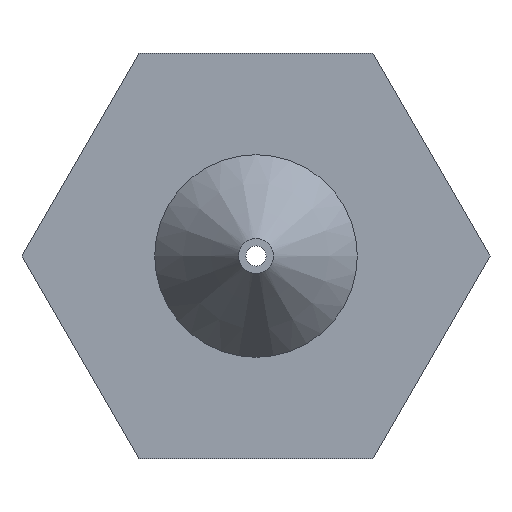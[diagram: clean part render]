
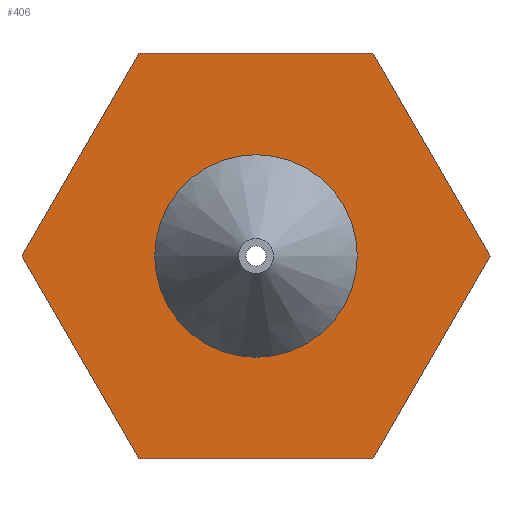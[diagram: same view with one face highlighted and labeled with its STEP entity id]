
A CAD part, front view. The second image highlights one B-rep face of the part: STEP entity #406.
In plain terms, the highlighted planar face has unit normal (0, -1, 0).
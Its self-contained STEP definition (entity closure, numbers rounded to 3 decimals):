
#22=FACE_BOUND('',#79,.T.);
#33=PLANE('',#472);
#54=FACE_OUTER_BOUND('',#78,.T.);
#78=EDGE_LOOP('',(#356,#357,#358,#359,#360,#361));
#79=EDGE_LOOP('',(#362,#363));
#95=LINE('',#672,#124);
#99=LINE('',#679,#128);
#102=LINE('',#685,#131);
#105=LINE('',#691,#134);
#108=LINE('',#697,#137);
#110=LINE('',#700,#139);
#124=VECTOR('',#548,10.);
#128=VECTOR('',#554,10.);
#131=VECTOR('',#559,10.);
#134=VECTOR('',#564,10.);
#137=VECTOR('',#569,10.);
#139=VECTOR('',#573,10.);
#167=CIRCLE('',#473,1.75);
#168=CIRCLE('',#474,1.75);
#191=VERTEX_POINT('',#669);
#192=VERTEX_POINT('',#671);
#194=VERTEX_POINT('',#677);
#196=VERTEX_POINT('',#683);
#198=VERTEX_POINT('',#689);
#200=VERTEX_POINT('',#695);
#207=VERTEX_POINT('',#719);
#208=VERTEX_POINT('',#720);
#239=EDGE_CURVE('',#191,#192,#95,.T.);
#243=EDGE_CURVE('',#194,#191,#99,.T.);
#246=EDGE_CURVE('',#196,#194,#102,.T.);
#249=EDGE_CURVE('',#198,#196,#105,.T.);
#252=EDGE_CURVE('',#200,#198,#108,.T.);
#254=EDGE_CURVE('',#192,#200,#110,.T.);
#263=EDGE_CURVE('',#207,#208,#167,.T.);
#264=EDGE_CURVE('',#208,#207,#168,.T.);
#356=ORIENTED_EDGE('',*,*,#246,.F.);
#357=ORIENTED_EDGE('',*,*,#249,.F.);
#358=ORIENTED_EDGE('',*,*,#252,.F.);
#359=ORIENTED_EDGE('',*,*,#254,.F.);
#360=ORIENTED_EDGE('',*,*,#239,.F.);
#361=ORIENTED_EDGE('',*,*,#243,.F.);
#362=ORIENTED_EDGE('',*,*,#263,.F.);
#363=ORIENTED_EDGE('',*,*,#264,.F.);
#406=ADVANCED_FACE('',(#54,#22),#33,.T.);
#472=AXIS2_PLACEMENT_3D('',#718,#594,#595);
#473=AXIS2_PLACEMENT_3D('',#721,#596,#597);
#474=AXIS2_PLACEMENT_3D('',#722,#598,#599);
#548=DIRECTION('',(-0.5,0.,0.866));
#554=DIRECTION('',(-1.,0.,0.));
#559=DIRECTION('',(-0.5,0.,-0.866));
#564=DIRECTION('',(0.5,0.,-0.866));
#569=DIRECTION('',(1.,0.,0.));
#573=DIRECTION('',(0.5,0.,0.866));
#594=DIRECTION('center_axis',(0.,-1.,0.));
#595=DIRECTION('ref_axis',(0.,0.,-1.));
#596=DIRECTION('center_axis',(0.,-1.,0.));
#597=DIRECTION('ref_axis',(1.,0.,0.));
#598=DIRECTION('center_axis',(0.,-1.,0.));
#599=DIRECTION('ref_axis',(1.,0.,0.));
#669=CARTESIAN_POINT('',(-2.021,2.,-3.5));
#671=CARTESIAN_POINT('',(-4.041,2.,0.));
#672=CARTESIAN_POINT('',(-2.021,2.,-3.5));
#677=CARTESIAN_POINT('',(2.021,2.,-3.5));
#679=CARTESIAN_POINT('',(2.021,2.,-3.5));
#683=CARTESIAN_POINT('',(4.041,2.,0.));
#685=CARTESIAN_POINT('',(4.041,2.,0.));
#689=CARTESIAN_POINT('',(2.021,2.,3.5));
#691=CARTESIAN_POINT('',(2.021,2.,3.5));
#695=CARTESIAN_POINT('',(-2.021,2.,3.5));
#697=CARTESIAN_POINT('',(-2.021,2.,3.5));
#700=CARTESIAN_POINT('',(-4.041,2.,0.));
#718=CARTESIAN_POINT('Origin',(1.75,2.,0.));
#719=CARTESIAN_POINT('',(1.75,2.,0.));
#720=CARTESIAN_POINT('',(-1.75,2.,0.));
#721=CARTESIAN_POINT('Origin',(0.,2.,0.));
#722=CARTESIAN_POINT('Origin',(0.,2.,0.));
